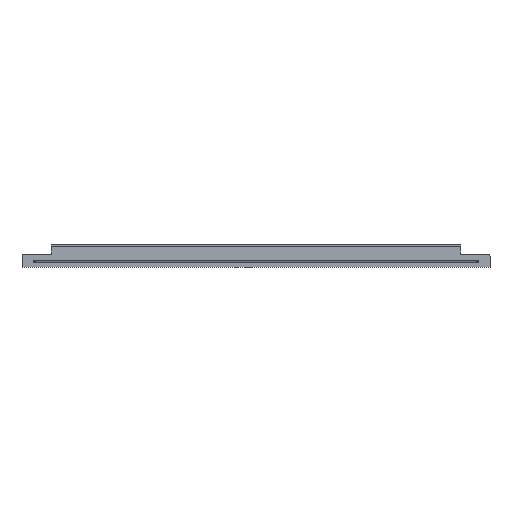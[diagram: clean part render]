
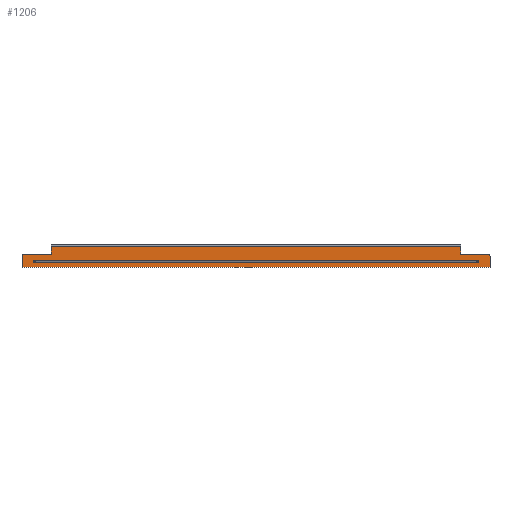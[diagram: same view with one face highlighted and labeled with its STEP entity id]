
A CAD part, front view. The second image highlights one B-rep face of the part: STEP entity #1206.
In plain terms, the highlighted planar face has unit normal (0, -1, 0).
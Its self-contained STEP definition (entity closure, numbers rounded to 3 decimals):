
#9 = DIRECTION ( 'NONE',  ( 0., 0., -1. ) ) ;
#25 = EDGE_CURVE ( 'NONE', #1990, #1751, #727, .T. ) ;
#27 = DIRECTION ( 'NONE',  ( 0., 0., 1. ) ) ;
#36 = CARTESIAN_POINT ( 'NONE',  ( 398., 9.3, -0.7 ) ) ;
#37 = LINE ( 'NONE', #977, #882 ) ;
#38 = EDGE_CURVE ( 'NONE', #928, #769, #495, .T. ) ;
#54 = VERTEX_POINT ( 'NONE', #1268 ) ;
#75 = ORIENTED_EDGE ( 'NONE', *, *, #249, .T. ) ;
#105 = CARTESIAN_POINT ( 'NONE',  ( 398., 9.3, 0.7 ) ) ;
#108 = CARTESIAN_POINT ( 'NONE',  ( 398., 9.3, 8.75 ) ) ;
#109 = EDGE_CURVE ( 'NONE', #1039, #1567, #1063, .T. ) ;
#131 = CARTESIAN_POINT ( 'NONE',  ( 398., 9.3, 25.45 ) ) ;
#160 = DIRECTION ( 'NONE',  ( 0., -1., 0. ) ) ;
#161 = AXIS2_PLACEMENT_3D ( 'NONE', #1022, #1316, #1950 ) ;
#170 = ORIENTED_EDGE ( 'NONE', *, *, #1726, .T. ) ;
#182 = CARTESIAN_POINT ( 'NONE',  ( 398., 9.3, -0.7 ) ) ;
#187 = CARTESIAN_POINT ( 'NONE',  ( 398., 9.3, 10.75 ) ) ;
#207 = VECTOR ( 'NONE', #420, 1000. ) ;
#208 = CARTESIAN_POINT ( 'NONE',  ( 351., 9.3, 13.75 ) ) ;
#219 = VERTEX_POINT ( 'NONE', #1453 ) ;
#221 = AXIS2_PLACEMENT_3D ( 'NONE', #1734, #1722, #964 ) ;
#236 = EDGE_CURVE ( 'NONE', #1908, #54, #1816, .T. ) ;
#249 = EDGE_CURVE ( 'NONE', #219, #1908, #1736, .T. ) ;
#291 = CARTESIAN_POINT ( 'NONE',  ( 398., 9.3, 10.75 ) ) ;
#303 = EDGE_CURVE ( 'NONE', #1990, #643, #797, .T. ) ;
#336 = CARTESIAN_POINT ( 'NONE',  ( 351., 9.3, 10.75 ) ) ;
#344 = ORIENTED_EDGE ( 'NONE', *, *, #1877, .T. ) ;
#354 = DIRECTION ( 'NONE',  ( 0., 0., 1. ) ) ;
#368 = DIRECTION ( 'NONE',  ( 0., 0., 1. ) ) ;
#373 = CARTESIAN_POINT ( 'NONE',  ( 348., 9.3, 25.45 ) ) ;
#420 = DIRECTION ( 'NONE',  ( -1., 0., 0. ) ) ;
#424 = VECTOR ( 'NONE', #2036, 1000. ) ;
#492 = DIRECTION ( 'NONE',  ( -1., 0., 0. ) ) ;
#495 = LINE ( 'NONE', #182, #1228 ) ;
#499 = ORIENTED_EDGE ( 'NONE', *, *, #236, .T. ) ;
#527 = LINE ( 'NONE', #675, #1441 ) ;
#569 = CARTESIAN_POINT ( 'NONE',  ( -348., 9.3, 13.75 ) ) ;
#574 = ORIENTED_EDGE ( 'NONE', *, *, #961, .F. ) ;
#590 = DIRECTION ( 'NONE',  ( -1., 0., 0. ) ) ;
#612 = ORIENTED_EDGE ( 'NONE', *, *, #1547, .T. ) ;
#625 = VECTOR ( 'NONE', #354, 1000. ) ;
#630 = LINE ( 'NONE', #131, #1414 ) ;
#634 = EDGE_CURVE ( 'NONE', #1751, #711, #1052, .T. ) ;
#635 = ORIENTED_EDGE ( 'NONE', *, *, #303, .F. ) ;
#638 = VECTOR ( 'NONE', #492, 1000. ) ;
#643 = VERTEX_POINT ( 'NONE', #908 ) ;
#652 = LINE ( 'NONE', #1274, #625 ) ;
#675 = CARTESIAN_POINT ( 'NONE',  ( -398., 9.3, -0.7 ) ) ;
#711 = VERTEX_POINT ( 'NONE', #336 ) ;
#727 = CIRCLE ( 'NONE', #993, 2. ) ;
#761 = VERTEX_POINT ( 'NONE', #1897 ) ;
#769 = VERTEX_POINT ( 'NONE', #1707 ) ;
#779 = DIRECTION ( 'NONE',  ( -1., 0., 0. ) ) ;
#797 = LINE ( 'NONE', #36, #931 ) ;
#868 = ORIENTED_EDGE ( 'NONE', *, *, #1656, .F. ) ;
#879 = CIRCLE ( 'NONE', #1868, 3. ) ;
#882 = VECTOR ( 'NONE', #368, 1000. ) ;
#889 = VERTEX_POINT ( 'NONE', #373 ) ;
#908 = CARTESIAN_POINT ( 'NONE',  ( 398., 9.3, -10.25 ) ) ;
#928 = VERTEX_POINT ( 'NONE', #1641 ) ;
#931 = VECTOR ( 'NONE', #1446, 1000. ) ;
#940 = CARTESIAN_POINT ( 'NONE',  ( 396., 9.3, 10.75 ) ) ;
#961 = EDGE_CURVE ( 'NONE', #643, #1986, #1821, .T. ) ;
#964 = DIRECTION ( 'NONE',  ( 0., 0., 1. ) ) ;
#977 = CARTESIAN_POINT ( 'NONE',  ( -378., 9.3, -10.25 ) ) ;
#982 = CARTESIAN_POINT ( 'NONE',  ( 348., 9.3, 13.75 ) ) ;
#986 = ORIENTED_EDGE ( 'NONE', *, *, #25, .T. ) ;
#988 = CARTESIAN_POINT ( 'NONE',  ( -396., 9.3, 10.75 ) ) ;
#993 = AXIS2_PLACEMENT_3D ( 'NONE', #1279, #160, #27 ) ;
#1022 = CARTESIAN_POINT ( 'NONE',  ( -351., 9.3, 13.75 ) ) ;
#1039 = VERTEX_POINT ( 'NONE', #1683 ) ;
#1047 = CIRCLE ( 'NONE', #161, 3. ) ;
#1052 = LINE ( 'NONE', #291, #1484 ) ;
#1063 = LINE ( 'NONE', #105, #1089 ) ;
#1089 = VECTOR ( 'NONE', #1989, 1000. ) ;
#1102 = PLANE ( 'NONE',  #221 ) ;
#1119 = LINE ( 'NONE', #1766, #1505 ) ;
#1142 = CARTESIAN_POINT ( 'NONE',  ( -378., 9.3, 0.7 ) ) ;
#1165 = ORIENTED_EDGE ( 'NONE', *, *, #109, .F. ) ;
#1206 = ADVANCED_FACE ( 'NONE', ( #1444, #1426 ), #1102, .F. ) ;
#1222 = EDGE_CURVE ( 'NONE', #1584, #889, #652, .T. ) ;
#1226 = CARTESIAN_POINT ( 'NONE',  ( -398., 9.3, -10.25 ) ) ;
#1228 = VECTOR ( 'NONE', #779, 1000. ) ;
#1238 = EDGE_LOOP ( 'NONE', ( #868, #1607, #344, #1165 ) ) ;
#1254 = ORIENTED_EDGE ( 'NONE', *, *, #1222, .T. ) ;
#1268 = CARTESIAN_POINT ( 'NONE',  ( -398., 9.3, 8.75 ) ) ;
#1274 = CARTESIAN_POINT ( 'NONE',  ( 348., 9.3, 25.45 ) ) ;
#1276 = DIRECTION ( 'NONE',  ( 0., 0., 1. ) ) ;
#1279 = CARTESIAN_POINT ( 'NONE',  ( 396., 9.3, 8.75 ) ) ;
#1311 = DIRECTION ( 'NONE',  ( 0., 0., -1. ) ) ;
#1316 = DIRECTION ( 'NONE',  ( 0., 1., 0. ) ) ;
#1364 = ORIENTED_EDGE ( 'NONE', *, *, #634, .T. ) ;
#1388 = VERTEX_POINT ( 'NONE', #569 ) ;
#1391 = DIRECTION ( 'NONE',  ( -1., 0., 0. ) ) ;
#1404 = ORIENTED_EDGE ( 'NONE', *, *, #1619, .T. ) ;
#1414 = VECTOR ( 'NONE', #1391, 1000. ) ;
#1426 = FACE_OUTER_BOUND ( 'NONE', #1657, .T. ) ;
#1437 = DIRECTION ( 'NONE',  ( 0., -1., 0. ) ) ;
#1441 = VECTOR ( 'NONE', #1311, 1000. ) ;
#1444 = FACE_BOUND ( 'NONE', #1238, .T. ) ;
#1446 = DIRECTION ( 'NONE',  ( 0., 0., -1. ) ) ;
#1453 = CARTESIAN_POINT ( 'NONE',  ( -351., 9.3, 10.75 ) ) ;
#1462 = DIRECTION ( 'NONE',  ( 0., 1., 0. ) ) ;
#1477 = ORIENTED_EDGE ( 'NONE', *, *, #2028, .T. ) ;
#1484 = VECTOR ( 'NONE', #590, 1000. ) ;
#1505 = VECTOR ( 'NONE', #9, 1000. ) ;
#1547 = EDGE_CURVE ( 'NONE', #54, #1986, #527, .T. ) ;
#1552 = CARTESIAN_POINT ( 'NONE',  ( 378., 9.3, -10.25 ) ) ;
#1567 = VERTEX_POINT ( 'NONE', #1142 ) ;
#1584 = VERTEX_POINT ( 'NONE', #982 ) ;
#1607 = ORIENTED_EDGE ( 'NONE', *, *, #38, .T. ) ;
#1619 = EDGE_CURVE ( 'NONE', #711, #1584, #879, .T. ) ;
#1641 = CARTESIAN_POINT ( 'NONE',  ( 378., 9.3, -0.7 ) ) ;
#1643 = DIRECTION ( 'NONE',  ( 0., 0., 1. ) ) ;
#1656 = EDGE_CURVE ( 'NONE', #928, #1039, #1705, .T. ) ;
#1657 = EDGE_LOOP ( 'NONE', ( #635, #986, #1364, #1404, #1254, #170, #1477, #1859, #75, #499, #612, #574 ) ) ;
#1683 = CARTESIAN_POINT ( 'NONE',  ( 378., 9.3, 0.7 ) ) ;
#1705 = LINE ( 'NONE', #1552, #424 ) ;
#1707 = CARTESIAN_POINT ( 'NONE',  ( -378., 9.3, -0.7 ) ) ;
#1714 = AXIS2_PLACEMENT_3D ( 'NONE', #1755, #1437, #1276 ) ;
#1722 = DIRECTION ( 'NONE',  ( 0., 1., 0. ) ) ;
#1726 = EDGE_CURVE ( 'NONE', #889, #761, #630, .T. ) ;
#1734 = CARTESIAN_POINT ( 'NONE',  ( 398., 9.3, 25.45 ) ) ;
#1736 = LINE ( 'NONE', #187, #638 ) ;
#1751 = VERTEX_POINT ( 'NONE', #940 ) ;
#1755 = CARTESIAN_POINT ( 'NONE',  ( -396., 9.3, 8.75 ) ) ;
#1766 = CARTESIAN_POINT ( 'NONE',  ( -348., 9.3, 25.45 ) ) ;
#1816 = CIRCLE ( 'NONE', #1714, 2. ) ;
#1821 = LINE ( 'NONE', #1981, #207 ) ;
#1859 = ORIENTED_EDGE ( 'NONE', *, *, #1967, .T. ) ;
#1868 = AXIS2_PLACEMENT_3D ( 'NONE', #208, #1462, #1643 ) ;
#1877 = EDGE_CURVE ( 'NONE', #769, #1567, #37, .T. ) ;
#1897 = CARTESIAN_POINT ( 'NONE',  ( -348., 9.3, 25.45 ) ) ;
#1908 = VERTEX_POINT ( 'NONE', #988 ) ;
#1950 = DIRECTION ( 'NONE',  ( 0., 0., 1. ) ) ;
#1967 = EDGE_CURVE ( 'NONE', #1388, #219, #1047, .T. ) ;
#1981 = CARTESIAN_POINT ( 'NONE',  ( 398., 9.3, -10.25 ) ) ;
#1986 = VERTEX_POINT ( 'NONE', #1226 ) ;
#1989 = DIRECTION ( 'NONE',  ( -1., 0., 0. ) ) ;
#1990 = VERTEX_POINT ( 'NONE', #108 ) ;
#2028 = EDGE_CURVE ( 'NONE', #761, #1388, #1119, .T. ) ;
#2036 = DIRECTION ( 'NONE',  ( 0., 0., 1. ) ) ;
